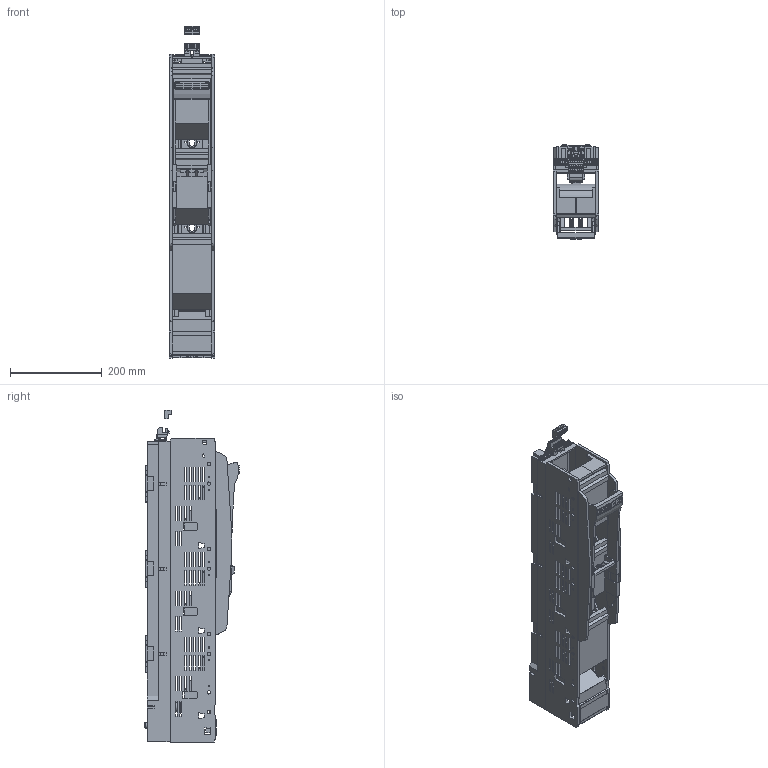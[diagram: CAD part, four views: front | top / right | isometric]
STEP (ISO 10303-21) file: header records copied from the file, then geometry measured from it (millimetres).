
FILE_DESCRIPTION(('CATIA V5 STEP'),'2;1');
FILE_NAME('L0734_NH_Wandlerlastschaltleiste_SL2_3x3_3A_3W_5BE_400_1_KL.stp','2019-01-17T13:21:56+00:00',('none'),('Jean Müller GmbH'),'CATIA Version 5 Release 19 SP 9 (IN-10)','CATIA V5 STEP AP214','none');
FILE_SCHEMA(('AUTOMOTIVE_DESIGN { 1 0 10303 214 1 1 1 1 }'));
Products named in the file (1): L0734_NH-Wandlerlastschaltleiste SL2-3x3/3A/3W/5BE/400-1/KL
Bounding box: 100 x 206.19 x 722.17 mm (x, y, z)
Volume: 3360212 mm3; surface area: 1219181 mm2
Topology: 19 solids, 31 shells, 4696 faces, 12802 edges, 8218 vertices
Faces by surface type: plane 3847, cylinder 651, bspline 100, cone 90, torus 8
Entity records: 144045 total; most frequent: CARTESIAN_POINT 30879, ORIENTED_EDGE 25604, DIRECTION 19100, EDGE_CURVE 12802, VECTOR 10756, LINE 10756, VERTEX_POINT 8218, EDGE_LOOP 5270
